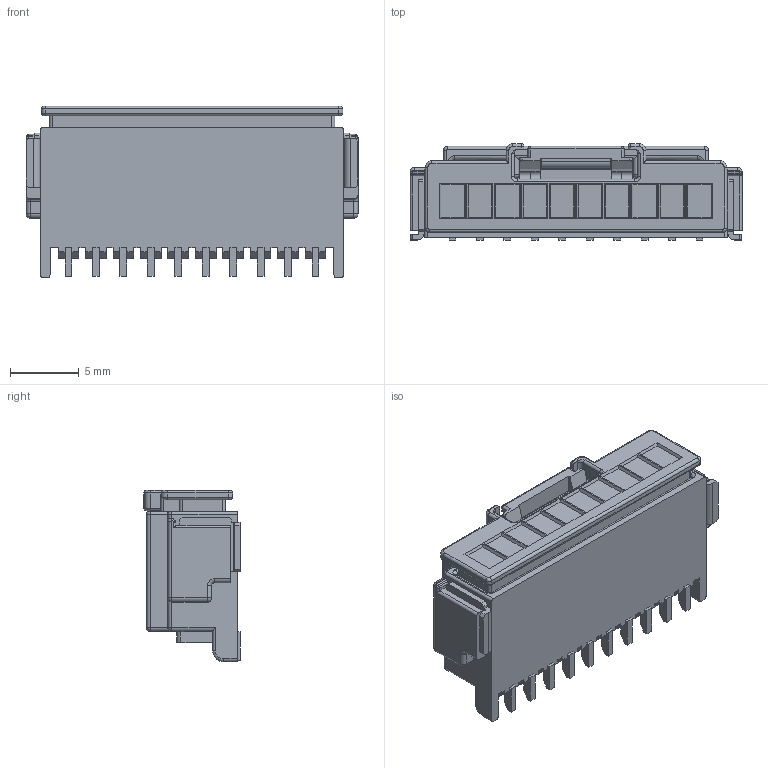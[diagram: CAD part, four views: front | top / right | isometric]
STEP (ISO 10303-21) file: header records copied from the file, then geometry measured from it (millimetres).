
FILE_DESCRIPTION (( 'STEP AP214' ), '1' );
FILE_NAME ('C_020_S_BL_SMT_10P_H.STEP', '2019-02-13T00:02:11', ( 'Personal' ), ( 'Microsoft' ), 'SwSTEP 2.0', 'SolidWorks 2014', '' );
FILE_SCHEMA (( 'AUTOMOTIVE_DESIGN' ));
Length unit declared in the file: millimetre
Products named in the file (3): C_020_S_BL_SMT_10P_H; C_020 S 10F HSG; C_020_S_BL_SMT_10M_H_ASSY
Assembly tree (2 placements, depth 2):
  C_020_S_BL_SMT_10P_H
    C_020_S_BL_SMT_10M_H_ASSY
    C_020 S 10F HSG
Bounding box: 24.2 x 7.01 x 12.5 mm (x, y, z)
Volume: 1383 mm3; surface area: 2419.6 mm2
Topology: 2 solids, 2 shells, 957 faces, 2438 edges, 1480 vertices
Faces by surface type: plane 556, cylinder 268, torus 71, bspline 36, sphere 26
Entity records: 29935 total; most frequent: CARTESIAN_POINT 7098, ORIENTED_EDGE 4796, DIRECTION 4635, EDGE_CURVE 2398, LINE 1769, VECTOR 1769, VERTEX_POINT 1480, AXIS2_PLACEMENT_3D 1433
